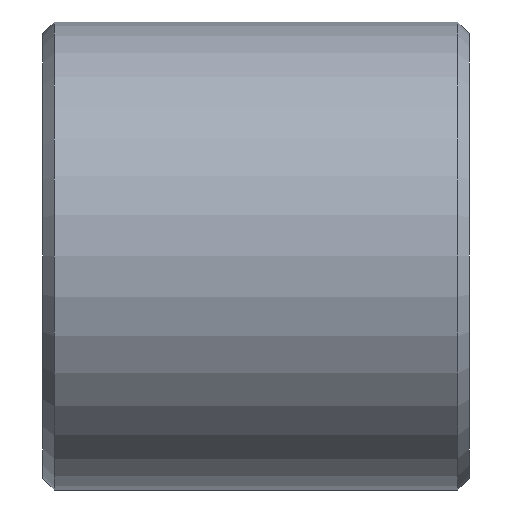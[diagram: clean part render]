
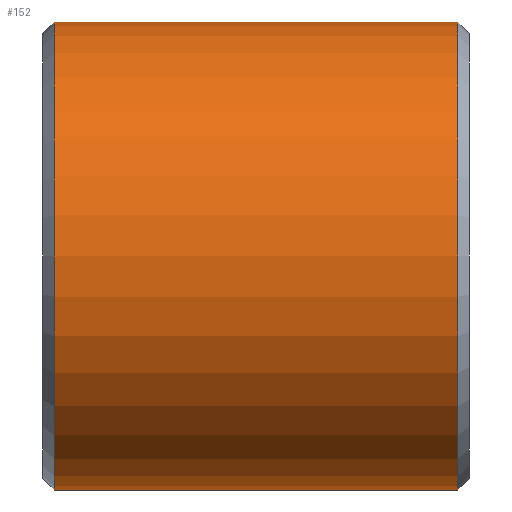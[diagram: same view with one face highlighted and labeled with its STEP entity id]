
A CAD part, left-side view. The second image highlights one B-rep face of the part: STEP entity #152.
In plain terms, the highlighted cylindrical face has radius 10.668 mm (diameter 21.336 mm), a partial arc.
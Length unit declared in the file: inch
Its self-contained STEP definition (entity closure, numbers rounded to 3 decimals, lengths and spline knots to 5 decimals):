
#1 = DIRECTION ( 'NONE',  ( 0., 0., 1. ) ) ;
#2 = DIRECTION ( 'NONE',  ( 0., 1., 0. ) ) ;
#34 = CARTESIAN_POINT ( 'NONE',  ( 0., 0.02, 0. ) ) ;
#40 = CARTESIAN_POINT ( 'NONE',  ( 0., 0.765, 0. ) ) ;
#58 = AXIS2_PLACEMENT_3D ( 'NONE', #34, #2, #1 ) ;
#59 = DIRECTION ( 'NONE',  ( 0., -1., 0. ) ) ;
#64 = EDGE_CURVE ( 'NONE', #264, #313, #74, .T. ) ;
#65 = ORIENTED_EDGE ( 'NONE', *, *, #171, .T. ) ;
#74 = CIRCLE ( 'NONE', #115, 0.42 ) ;
#89 = CARTESIAN_POINT ( 'NONE',  ( 0., 0.02, 0.42 ) ) ;
#102 = CARTESIAN_POINT ( 'NONE',  ( 0., 0.745, 0.42 ) ) ;
#115 = AXIS2_PLACEMENT_3D ( 'NONE', #234, #211, #185 ) ;
#136 = VERTEX_POINT ( 'NONE', #238 ) ;
#152 = ADVANCED_FACE ( 'NONE', ( #225 ), #223, .T. ) ;
#159 = EDGE_CURVE ( 'NONE', #313, #136, #218, .T. ) ;
#162 = DIRECTION ( 'NONE',  ( 0., -1., 0. ) ) ;
#164 = CARTESIAN_POINT ( 'NONE',  ( 0., 0.765, -0.42 ) ) ;
#171 = EDGE_CURVE ( 'NONE', #136, #309, #217, .T. ) ;
#174 = CARTESIAN_POINT ( 'NONE',  ( 0., 0.765, 0.42 ) ) ;
#182 = AXIS2_PLACEMENT_3D ( 'NONE', #40, #59, #262 ) ;
#185 = DIRECTION ( 'NONE',  ( 0., 0., 1. ) ) ;
#188 = VECTOR ( 'NONE', #229, 39.37008 ) ;
#189 = LINE ( 'NONE', #174, #188 ) ;
#204 = ORIENTED_EDGE ( 'NONE', *, *, #159, .T. ) ;
#211 = DIRECTION ( 'NONE',  ( 0., -1., 0. ) ) ;
#213 = CARTESIAN_POINT ( 'NONE',  ( 0., 0.745, -0.42 ) ) ;
#215 = VECTOR ( 'NONE', #162, 39.37008 ) ;
#217 = CIRCLE ( 'NONE', #58, 0.42 ) ;
#218 = LINE ( 'NONE', #164, #215 ) ;
#223 = CYLINDRICAL_SURFACE ( 'NONE', #182, 0.42 ) ;
#225 = FACE_OUTER_BOUND ( 'NONE', #278, .T. ) ;
#229 = DIRECTION ( 'NONE',  ( 0., -1., 0. ) ) ;
#234 = CARTESIAN_POINT ( 'NONE',  ( 0., 0.745, 0. ) ) ;
#238 = CARTESIAN_POINT ( 'NONE',  ( 0., 0.02, -0.42 ) ) ;
#242 = EDGE_CURVE ( 'NONE', #264, #309, #189, .T. ) ;
#262 = DIRECTION ( 'NONE',  ( 0., 0., -1. ) ) ;
#264 = VERTEX_POINT ( 'NONE', #102 ) ;
#272 = ORIENTED_EDGE ( 'NONE', *, *, #64, .T. ) ;
#278 = EDGE_LOOP ( 'NONE', ( #321, #272, #204, #65 ) ) ;
#309 = VERTEX_POINT ( 'NONE', #89 ) ;
#313 = VERTEX_POINT ( 'NONE', #213 ) ;
#321 = ORIENTED_EDGE ( 'NONE', *, *, #242, .F. ) ;
